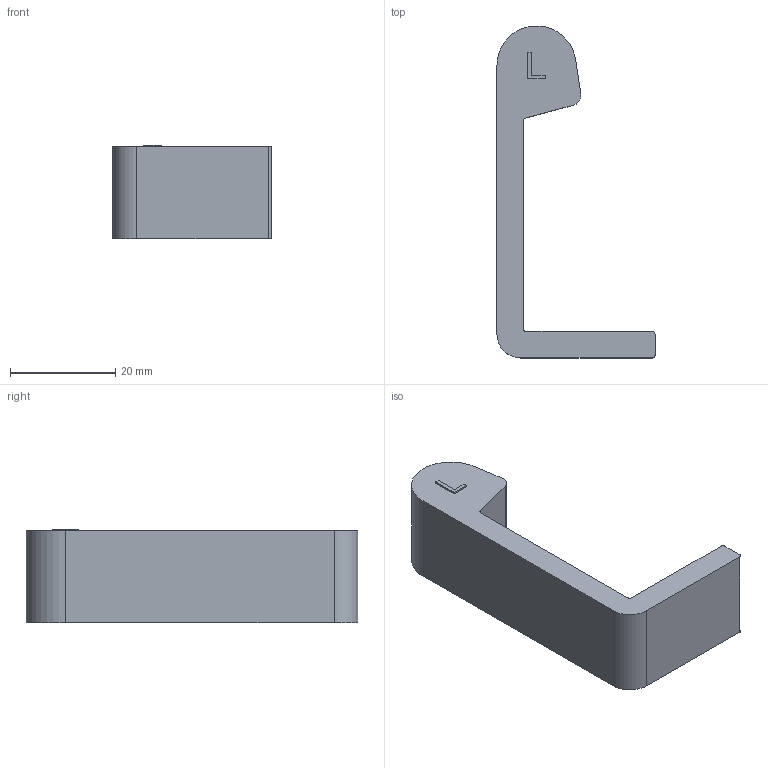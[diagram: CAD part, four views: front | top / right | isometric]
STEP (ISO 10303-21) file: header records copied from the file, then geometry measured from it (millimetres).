
FILE_DESCRIPTION((''),'2;1');
FILE_NAME('6222537-L','2012-11-20T',('AndreasKeweloh'),(''),'PRO/ENGINEER BY PARAMETRIC TECHNOLOGY CORPORATION, 2012230','PRO/ENGINEER BY PARAMETRIC TECHNOLOGY CORPORATION, 2012230','');
FILE_SCHEMA(('CONFIG_CONTROL_DESIGN'));
Length unit declared in the file: millimetre
Products named in the file (1): 6222537-L
Bounding box: 30 x 62.98 x 17.8 mm (x, y, z)
Volume: 5426.1 mm3; surface area: 7525.6 mm2
Topology: 1 solids, 1 shells, 37 faces, 99 edges, 66 vertices
Faces by surface type: plane 24, cylinder 13
Entity records: 1197 total; most frequent: CARTESIAN_POINT 202, DIRECTION 199, ORIENTED_EDGE 198, EDGE_CURVE 99, VECTOR 73, LINE 73, VERTEX_POINT 66, AXIS2_PLACEMENT_3D 63
